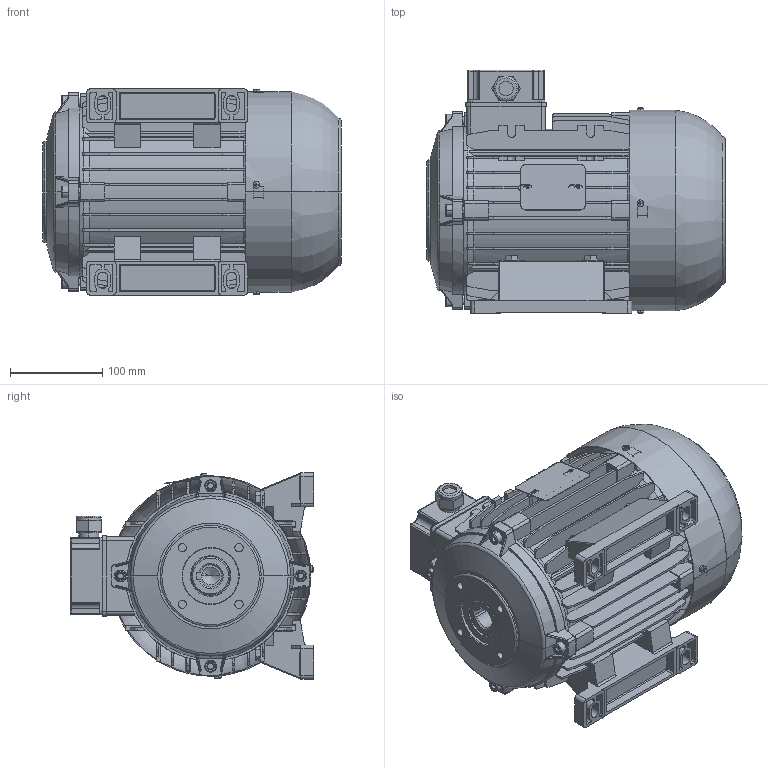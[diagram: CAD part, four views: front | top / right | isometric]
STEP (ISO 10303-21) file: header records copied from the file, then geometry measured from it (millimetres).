
FILE_DESCRIPTION(('Creo Elements/Direct Modeling STEP Export'),'2;1');
FILE_NAME('1090_ET112_AC-FL61-MA.stp','2019-09-25T11:46:17',(''),(''),'Creo Elements/Direct Modeling STEP processor for AP214 (Solid Model)','Creo Elements/Direct Modeling 19.0F 14-Feb-2017 (C) Parametric Technology GmbH','');
FILE_SCHEMA(('AUTOMOTIVE_DESIGN { 1 0 10303 214 1 1 1 1 }'));
Length unit declared in the file: millimetre
Products named in the file (2): 1090_ET112_AC-FL61-MA
Assembly tree (1 placements, depth 2):
  1090_ET112_AC-FL61-MA
    1090_ET112_AC-FL61-MA
Bounding box: 324 x 264.5 x 224 mm (x, y, z)
Volume: 7803005.2 mm3; surface area: 750531.4 mm2
Topology: 1 solids, 18 shells, 2534 faces, 7092 edges, 4645 vertices
Faces by surface type: plane 1636, cylinder 601, cone 205, torus 84, sphere 8
Entity records: 97094 total; most frequent: CARTESIAN_POINT 32556, ORIENTED_EDGE 14164, DIRECTION 11044, EDGE_CURVE 7082, VERTEX_POINT 4645, VECTOR 4546, LINE 4546, AXIS2_PLACEMENT_3D 3249
